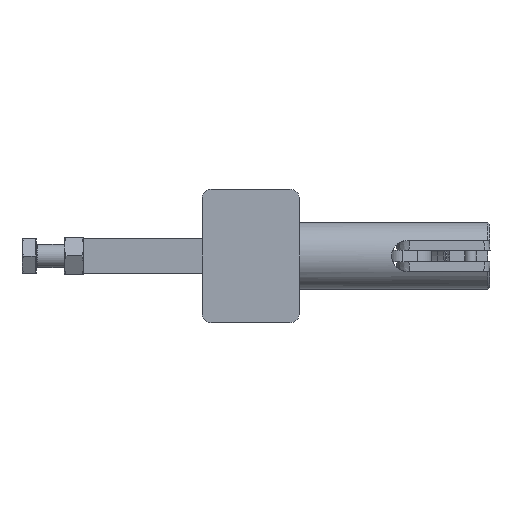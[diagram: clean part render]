
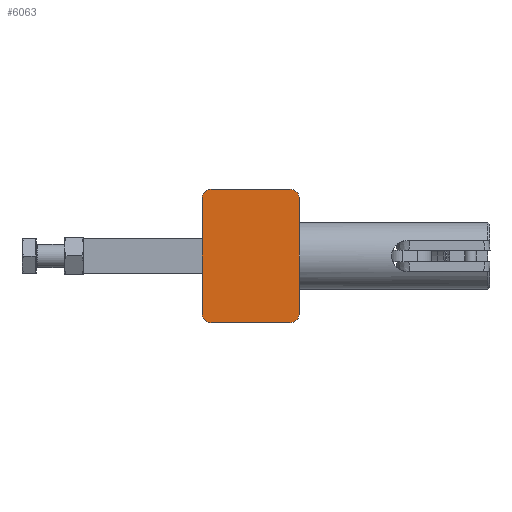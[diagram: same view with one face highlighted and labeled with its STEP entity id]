
A CAD part, front view. The second image highlights one B-rep face of the part: STEP entity #6063.
In plain terms, the highlighted planar face has unit normal (0, -1, 0).
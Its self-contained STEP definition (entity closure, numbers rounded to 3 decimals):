
#33 = ORIENTED_EDGE ( 'NONE', *, *, #17443, .T. ) ;
#500 = EDGE_LOOP ( 'NONE', ( #3393, #33, #7649, #3315, #772, #12281, #7749, #15245 ) ) ;
#772 = ORIENTED_EDGE ( 'NONE', *, *, #9336, .F. ) ;
#904 = CARTESIAN_POINT ( 'NONE',  ( 20.4, 0., 29.9 ) ) ;
#925 = CARTESIAN_POINT ( 'NONE',  ( -20.4, 0., 29.9 ) ) ;
#988 = VERTEX_POINT ( 'NONE', #5192 ) ;
#1456 = AXIS2_PLACEMENT_3D ( 'NONE', #925, #11186, #2399 ) ;
#1535 = VERTEX_POINT ( 'NONE', #3820 ) ;
#1595 = VERTEX_POINT ( 'NONE', #10029 ) ;
#2165 = CARTESIAN_POINT ( 'NONE',  ( 25.4, 0., 29.9 ) ) ;
#2252 = EDGE_CURVE ( 'NONE', #1595, #10276, #16959, .T. ) ;
#2369 = DIRECTION ( 'NONE',  ( 0., 0., 1. ) ) ;
#2399 = DIRECTION ( 'NONE',  ( 0., 0., 1. ) ) ;
#2497 = VECTOR ( 'NONE', #10160, 1000. ) ;
#2585 = AXIS2_PLACEMENT_3D ( 'NONE', #7651, #3321, #13548 ) ;
#2673 = AXIS2_PLACEMENT_3D ( 'NONE', #7532, #17777, #9012 ) ;
#3315 = ORIENTED_EDGE ( 'NONE', *, *, #2252, .T. ) ;
#3321 = DIRECTION ( 'NONE',  ( 0., 1., 0. ) ) ;
#3393 = ORIENTED_EDGE ( 'NONE', *, *, #13261, .F. ) ;
#3820 = CARTESIAN_POINT ( 'NONE',  ( -25.4, 0., 29.9 ) ) ;
#3898 = EDGE_CURVE ( 'NONE', #1595, #16134, #13699, .T. ) ;
#3910 = EDGE_CURVE ( 'NONE', #4715, #8400, #6377, .T. ) ;
#4521 = DIRECTION ( 'NONE',  ( 0., 0., -1. ) ) ;
#4715 = VERTEX_POINT ( 'NONE', #18606 ) ;
#4966 = CIRCLE ( 'NONE', #5917, 5. ) ;
#4990 = CARTESIAN_POINT ( 'NONE',  ( -20.4, 0., -29.9 ) ) ;
#5192 = CARTESIAN_POINT ( 'NONE',  ( -25.4, 0., -29.9 ) ) ;
#5318 = VECTOR ( 'NONE', #17146, 1000. ) ;
#5917 = AXIS2_PLACEMENT_3D ( 'NONE', #4990, #15194, #6443 ) ;
#5923 = CARTESIAN_POINT ( 'NONE',  ( 25.4, 0., -34.9 ) ) ;
#6063 = ADVANCED_FACE ( 'NONE', ( #12774 ), #16440, .F. ) ;
#6200 = VERTEX_POINT ( 'NONE', #2165 ) ;
#6377 = LINE ( 'NONE', #18972, #2497 ) ;
#6443 = DIRECTION ( 'NONE',  ( 0., 0., 1. ) ) ;
#7532 = CARTESIAN_POINT ( 'NONE',  ( 20.4, 0., -29.9 ) ) ;
#7649 = ORIENTED_EDGE ( 'NONE', *, *, #3898, .F. ) ;
#7651 = CARTESIAN_POINT ( 'NONE',  ( -25.4, 0., 34.9 ) ) ;
#7749 = ORIENTED_EDGE ( 'NONE', *, *, #3910, .F. ) ;
#8039 = AXIS2_PLACEMENT_3D ( 'NONE', #904, #11158, #2369 ) ;
#8367 = CARTESIAN_POINT ( 'NONE',  ( -25.4, 0., -34.9 ) ) ;
#8400 = VERTEX_POINT ( 'NONE', #16384 ) ;
#9012 = DIRECTION ( 'NONE',  ( 0., 0., 1. ) ) ;
#9336 = EDGE_CURVE ( 'NONE', #6200, #10276, #18608, .T. ) ;
#9995 = EDGE_CURVE ( 'NONE', #6200, #8400, #10372, .T. ) ;
#10029 = CARTESIAN_POINT ( 'NONE',  ( 20.4, 0., -34.9 ) ) ;
#10160 = DIRECTION ( 'NONE',  ( 1., 0., 0. ) ) ;
#10276 = VERTEX_POINT ( 'NONE', #14853 ) ;
#10372 = CIRCLE ( 'NONE', #8039, 5. ) ;
#11158 = DIRECTION ( 'NONE',  ( 0., -1., 0. ) ) ;
#11186 = DIRECTION ( 'NONE',  ( 0., -1., 0. ) ) ;
#11491 = CIRCLE ( 'NONE', #1456, 5. ) ;
#12281 = ORIENTED_EDGE ( 'NONE', *, *, #9995, .T. ) ;
#12774 = FACE_OUTER_BOUND ( 'NONE', #500, .T. ) ;
#13261 = EDGE_CURVE ( 'NONE', #988, #1535, #16981, .T. ) ;
#13548 = DIRECTION ( 'NONE',  ( 0., 0., 1. ) ) ;
#13699 = LINE ( 'NONE', #14549, #17595 ) ;
#13781 = EDGE_CURVE ( 'NONE', #4715, #1535, #11491, .T. ) ;
#14549 = CARTESIAN_POINT ( 'NONE',  ( -25.4, 0., -34.9 ) ) ;
#14704 = VECTOR ( 'NONE', #4521, 1000. ) ;
#14853 = CARTESIAN_POINT ( 'NONE',  ( 25.4, 0., -29.9 ) ) ;
#15194 = DIRECTION ( 'NONE',  ( 0., -1., 0. ) ) ;
#15245 = ORIENTED_EDGE ( 'NONE', *, *, #13781, .T. ) ;
#16134 = VERTEX_POINT ( 'NONE', #16983 ) ;
#16384 = CARTESIAN_POINT ( 'NONE',  ( 20.4, 0., 34.9 ) ) ;
#16440 = PLANE ( 'NONE',  #2585 ) ;
#16959 = CIRCLE ( 'NONE', #2673, 5. ) ;
#16981 = LINE ( 'NONE', #8367, #5318 ) ;
#16983 = CARTESIAN_POINT ( 'NONE',  ( -20.4, 0., -34.9 ) ) ;
#17146 = DIRECTION ( 'NONE',  ( 0., 0., 1. ) ) ;
#17443 = EDGE_CURVE ( 'NONE', #988, #16134, #4966, .T. ) ;
#17499 = DIRECTION ( 'NONE',  ( -1., 0., 0. ) ) ;
#17595 = VECTOR ( 'NONE', #17499, 1000. ) ;
#17777 = DIRECTION ( 'NONE',  ( 0., -1., 0. ) ) ;
#18606 = CARTESIAN_POINT ( 'NONE',  ( -20.4, 0., 34.9 ) ) ;
#18608 = LINE ( 'NONE', #5923, #14704 ) ;
#18972 = CARTESIAN_POINT ( 'NONE',  ( -25.4, 0., 34.9 ) ) ;
